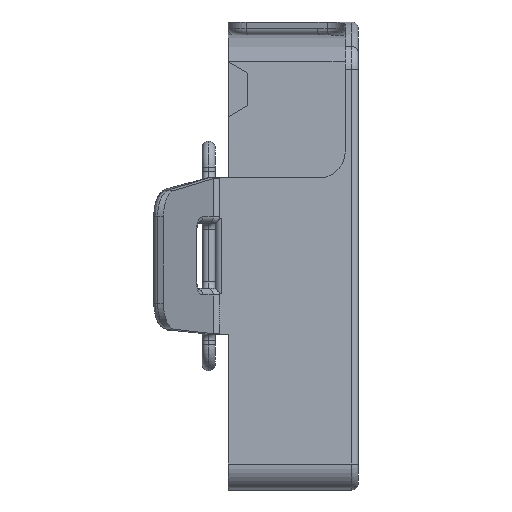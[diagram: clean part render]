
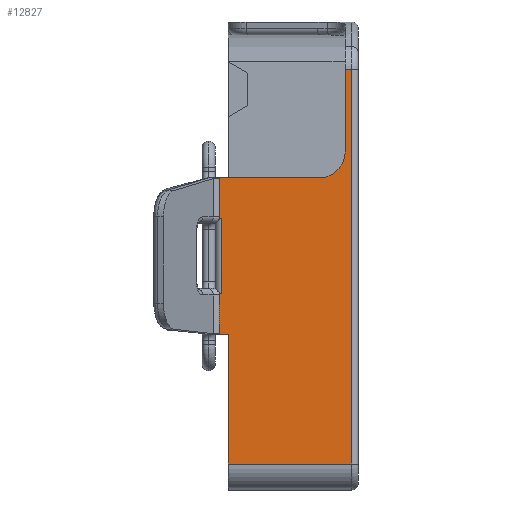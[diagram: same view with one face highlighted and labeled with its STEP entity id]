
A CAD part, left-side view. The second image highlights one B-rep face of the part: STEP entity #12827.
In plain terms, the highlighted planar face has unit normal (-1, 0, 0).
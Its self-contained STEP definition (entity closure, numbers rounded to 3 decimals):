
#31 = ORIENTED_EDGE ( 'NONE', *, *, #2600, .F. ) ;
#293 = EDGE_CURVE ( 'NONE', #557, #10289, #10101, .T. ) ;
#308 = DIRECTION ( 'NONE',  ( 0., 1., 0. ) ) ;
#454 = ORIENTED_EDGE ( 'NONE', *, *, #293, .T. ) ;
#557 = VERTEX_POINT ( 'NONE', #5915 ) ;
#574 = ORIENTED_EDGE ( 'NONE', *, *, #5435, .T. ) ;
#644 = LINE ( 'NONE', #5733, #5681 ) ;
#709 = LINE ( 'NONE', #12956, #8715 ) ;
#736 = ORIENTED_EDGE ( 'NONE', *, *, #5621, .T. ) ;
#918 = DIRECTION ( 'NONE',  ( 0., -1., 0. ) ) ;
#1106 = LINE ( 'NONE', #7336, #7411 ) ;
#1249 = EDGE_CURVE ( 'NONE', #12902, #1929, #1681, .T. ) ;
#1393 = DIRECTION ( 'NONE',  ( 0., 0., -1. ) ) ;
#1403 = LINE ( 'NONE', #11376, #6040 ) ;
#1514 = PLANE ( 'NONE',  #11669 ) ;
#1681 = CIRCLE ( 'NONE', #4429, 2. ) ;
#1897 = VERTEX_POINT ( 'NONE', #7561 ) ;
#1929 = VERTEX_POINT ( 'NONE', #10952 ) ;
#2107 = EDGE_CURVE ( 'NONE', #557, #4519, #1106, .T. ) ;
#2120 = LINE ( 'NONE', #13165, #4017 ) ;
#2246 = CARTESIAN_POINT ( 'NONE',  ( -10.5, 9.687, -6. ) ) ;
#2403 = DIRECTION ( 'NONE',  ( 0., 0., 1. ) ) ;
#2600 = EDGE_CURVE ( 'NONE', #1897, #1929, #2120, .T. ) ;
#2685 = CARTESIAN_POINT ( 'NONE',  ( -10.5, 9.685, 2.998 ) ) ;
#2715 = CARTESIAN_POINT ( 'NONE',  ( -10.5, 9.5, -2.819 ) ) ;
#2832 = LINE ( 'NONE', #4907, #9628 ) ;
#2872 = CARTESIAN_POINT ( 'NONE',  ( -10.5, 9.687, 3. ) ) ;
#3018 = VECTOR ( 'NONE', #308, 1000. ) ;
#3168 = EDGE_CURVE ( 'NONE', #6456, #12462, #12503, .T. ) ;
#3769 = ORIENTED_EDGE ( 'NONE', *, *, #10344, .T. ) ;
#4017 = VECTOR ( 'NONE', #9166, 1000. ) ;
#4257 = CARTESIAN_POINT ( 'NONE',  ( -10.5, 0., 14.344 ) ) ;
#4429 = AXIS2_PLACEMENT_3D ( 'NONE', #11319, #9590, #2403 ) ;
#4463 = VECTOR ( 'NONE', #918, 1000. ) ;
#4519 = VERTEX_POINT ( 'NONE', #9372 ) ;
#4621 = VERTEX_POINT ( 'NONE', #2246 ) ;
#4717 = CARTESIAN_POINT ( 'NONE',  ( -10.5, 9.687, -3. ) ) ;
#4729 = DIRECTION ( 'NONE',  ( 0., 0., -1. ) ) ;
#4856 = EDGE_CURVE ( 'NONE', #4519, #4621, #2832, .T. ) ;
#4907 = CARTESIAN_POINT ( 'NONE',  ( -10.5, 10., -6. ) ) ;
#5393 = VERTEX_POINT ( 'NONE', #9778 ) ;
#5394 = LINE ( 'NONE', #9505, #3018 ) ;
#5435 = EDGE_CURVE ( 'NONE', #5393, #4621, #11825, .T. ) ;
#5488 = DIRECTION ( 'NONE',  ( 0., 0., 1. ) ) ;
#5621 = EDGE_CURVE ( 'NONE', #1897, #6456, #11644, .T. ) ;
#5666 = CARTESIAN_POINT ( 'NONE',  ( -10.5, 9.624, -2.937 ) ) ;
#5681 = VECTOR ( 'NONE', #11880, 1000. ) ;
#5733 = CARTESIAN_POINT ( 'NONE',  ( -10.5, 9.5, 0. ) ) ;
#5780 = CARTESIAN_POINT ( 'NONE',  ( -10.5, 9.5, 2.819 ) ) ;
#5915 = CARTESIAN_POINT ( 'NONE',  ( -10.5, 9., -16. ) ) ;
#6040 = VECTOR ( 'NONE', #5488, 1000. ) ;
#6181 = VECTOR ( 'NONE', #4729, 1000. ) ;
#6456 = VERTEX_POINT ( 'NONE', #12793 ) ;
#6475 = CARTESIAN_POINT ( 'NONE',  ( -10.5, 9.684, -2.997 ) ) ;
#6667 = DIRECTION ( 'NONE',  ( 0., 1., 0. ) ) ;
#6740 = DIRECTION ( 'NONE',  ( 0., 0., 1. ) ) ;
#6776 = CARTESIAN_POINT ( 'NONE',  ( -10.5, 9.624, 2.937 ) ) ;
#6842 = CARTESIAN_POINT ( 'NONE',  ( -10.5, 9.684, 2.997 ) ) ;
#7336 = CARTESIAN_POINT ( 'NONE',  ( -10.5, 9., 0. ) ) ;
#7411 = VECTOR ( 'NONE', #12552, 1000. ) ;
#7561 = CARTESIAN_POINT ( 'NONE',  ( -10.5, 9.687, 6. ) ) ;
#7689 = CARTESIAN_POINT ( 'NONE',  ( -10.5, 10., 0. ) ) ;
#7709 = CARTESIAN_POINT ( 'NONE',  ( -10.5, 9.687, 2.5 ) ) ;
#7728 = CARTESIAN_POINT ( 'NONE',  ( -10.5, -0.5, 14.344 ) ) ;
#7884 = DIRECTION ( 'NONE',  ( 0., 0., 1. ) ) ;
#8057 = ORIENTED_EDGE ( 'NONE', *, *, #1249, .T. ) ;
#8468 = VERTEX_POINT ( 'NONE', #4257 ) ;
#8510 = EDGE_CURVE ( 'NONE', #11985, #8468, #5394, .T. ) ;
#8564 = CARTESIAN_POINT ( 'NONE',  ( -10.5, 9.5, -2.819 ) ) ;
#8715 = VECTOR ( 'NONE', #7884, 1000. ) ;
#8810 = EDGE_LOOP ( 'NONE', ( #736, #10669, #12443, #13003, #574, #11574, #12213, #454, #3769, #10588, #9286, #8057, #31 ) ) ;
#8959 = CARTESIAN_POINT ( 'NONE',  ( -10.5, -0.5, -16. ) ) ;
#9166 = DIRECTION ( 'NONE',  ( 0., -1., 0. ) ) ;
#9286 = ORIENTED_EDGE ( 'NONE', *, *, #9757, .F. ) ;
#9372 = CARTESIAN_POINT ( 'NONE',  ( -10.5, 9., -6. ) ) ;
#9505 = CARTESIAN_POINT ( 'NONE',  ( -10.5, 10., 14.344 ) ) ;
#9590 = DIRECTION ( 'NONE',  ( 1., 0., 0. ) ) ;
#9628 = VECTOR ( 'NONE', #6667, 1000. ) ;
#9636 = CARTESIAN_POINT ( 'NONE',  ( -10.5, 9.686, -2.999 ) ) ;
#9757 = EDGE_CURVE ( 'NONE', #12902, #8468, #1403, .T. ) ;
#9778 = CARTESIAN_POINT ( 'NONE',  ( -10.5, 9.687, -3. ) ) ;
#9782 = CARTESIAN_POINT ( 'NONE',  ( -10.5, 9.5, 2.819 ) ) ;
#10057 = CARTESIAN_POINT ( 'NONE',  ( -10.5, 9.563, 2.876 ) ) ;
#10101 = LINE ( 'NONE', #11957, #4463 ) ;
#10212 = VERTEX_POINT ( 'NONE', #2715 ) ;
#10289 = VERTEX_POINT ( 'NONE', #8959 ) ;
#10344 = EDGE_CURVE ( 'NONE', #10289, #11985, #709, .T. ) ;
#10588 = ORIENTED_EDGE ( 'NONE', *, *, #8510, .T. ) ;
#10669 = ORIENTED_EDGE ( 'NONE', *, *, #3168, .T. ) ;
#10705 = FACE_OUTER_BOUND ( 'NONE', #8810, .T. ) ;
#10767 = DIRECTION ( 'NONE',  ( -1., 0., 0. ) ) ;
#10836 = CARTESIAN_POINT ( 'NONE',  ( -10.5, 9.687, -6. ) ) ;
#10952 = CARTESIAN_POINT ( 'NONE',  ( -10.5, 2., 6. ) ) ;
#11319 = CARTESIAN_POINT ( 'NONE',  ( -10.5, 2., 8. ) ) ;
#11376 = CARTESIAN_POINT ( 'NONE',  ( -10.5, 0., 0. ) ) ;
#11424 = B_SPLINE_CURVE_WITH_KNOTS ( 'NONE', 3,
 ( #8564, #12828, #5666, #6475, #11692, #9636, #4717 ),
 .UNSPECIFIED., .F., .F.,
 ( 4, 3, 4 ),
 ( 0., 0., 0. ),
 .UNSPECIFIED. ) ;
#11574 = ORIENTED_EDGE ( 'NONE', *, *, #4856, .F. ) ;
#11644 = LINE ( 'NONE', #7709, #12149 ) ;
#11669 = AXIS2_PLACEMENT_3D ( 'NONE', #7689, #10767, #6740 ) ;
#11692 = CARTESIAN_POINT ( 'NONE',  ( -10.5, 9.685, -2.998 ) ) ;
#11825 = LINE ( 'NONE', #10836, #6181 ) ;
#11880 = DIRECTION ( 'NONE',  ( 0., 0., -1. ) ) ;
#11939 = CARTESIAN_POINT ( 'NONE',  ( -10.5, 0., 8. ) ) ;
#11957 = CARTESIAN_POINT ( 'NONE',  ( -10.5, 10., -16. ) ) ;
#11985 = VERTEX_POINT ( 'NONE', #7728 ) ;
#12149 = VECTOR ( 'NONE', #1393, 1000. ) ;
#12213 = ORIENTED_EDGE ( 'NONE', *, *, #2107, .F. ) ;
#12443 = ORIENTED_EDGE ( 'NONE', *, *, #12864, .T. ) ;
#12462 = VERTEX_POINT ( 'NONE', #9782 ) ;
#12503 = B_SPLINE_CURVE_WITH_KNOTS ( 'NONE', 3,
 ( #2872, #13063, #2685, #6842, #6776, #10057, #5780 ),
 .UNSPECIFIED., .F., .F.,
 ( 4, 3, 4 ),
 ( 0., 0., 0. ),
 .UNSPECIFIED. ) ;
#12552 = DIRECTION ( 'NONE',  ( 0., 0., 1. ) ) ;
#12790 = EDGE_CURVE ( 'NONE', #10212, #5393, #11424, .T. ) ;
#12793 = CARTESIAN_POINT ( 'NONE',  ( -10.5, 9.687, 3. ) ) ;
#12827 = ADVANCED_FACE ( 'NONE', ( #10705 ), #1514, .T. ) ;
#12828 = CARTESIAN_POINT ( 'NONE',  ( -10.5, 9.563, -2.876 ) ) ;
#12864 = EDGE_CURVE ( 'NONE', #12462, #10212, #644, .T. ) ;
#12902 = VERTEX_POINT ( 'NONE', #11939 ) ;
#12956 = CARTESIAN_POINT ( 'NONE',  ( -10.5, -0.5, 0. ) ) ;
#13003 = ORIENTED_EDGE ( 'NONE', *, *, #12790, .T. ) ;
#13063 = CARTESIAN_POINT ( 'NONE',  ( -10.5, 9.686, 2.999 ) ) ;
#13165 = CARTESIAN_POINT ( 'NONE',  ( -10.5, 10., 6. ) ) ;
